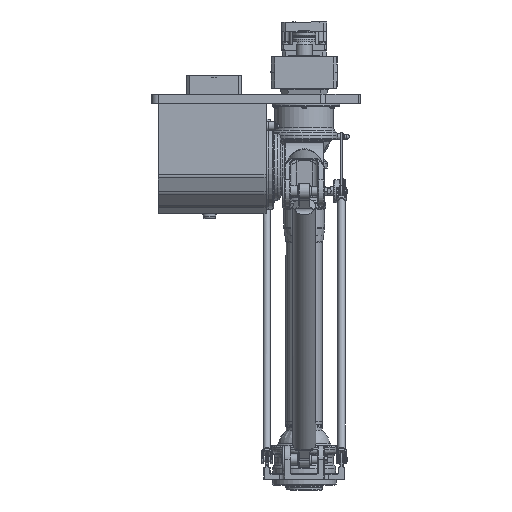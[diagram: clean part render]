
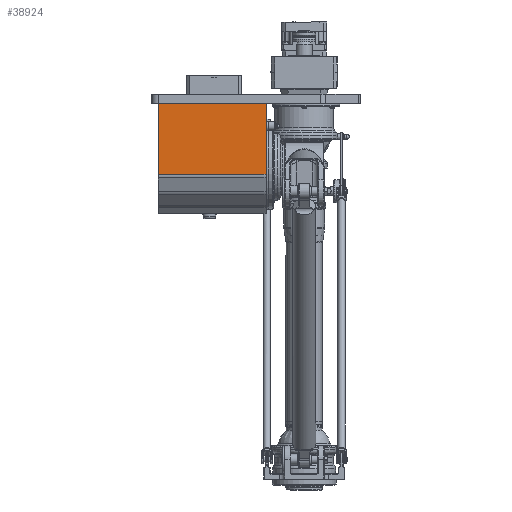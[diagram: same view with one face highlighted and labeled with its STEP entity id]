
A CAD part, left-side view. The second image highlights one B-rep face of the part: STEP entity #38924.
In plain terms, the highlighted planar face has unit normal (-1, 0, 0).
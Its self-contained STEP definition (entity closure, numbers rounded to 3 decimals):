
#6656=FACE_OUTER_BOUND('',#9238,.T.);
#9238=EDGE_LOOP('',(#28882,#28883,#28884,#28885));
#12425=LINE('',#60333,#15190);
#12829=LINE('',#63747,#15594);
#12879=LINE('',#63929,#15644);
#12890=LINE('',#63964,#15655);
#15190=VECTOR('',#46636,10.);
#15594=VECTOR('',#47772,10.);
#15644=VECTOR('',#47958,10.);
#15655=VECTOR('',#47993,10.);
#17932=VERTEX_POINT('',#60331);
#17933=VERTEX_POINT('',#60332);
#18321=VERTEX_POINT('',#63713);
#18337=VERTEX_POINT('',#63745);
#21723=EDGE_CURVE('',#17932,#17933,#12425,.T.);
#22309=EDGE_CURVE('',#18321,#18337,#12829,.T.);
#22399=EDGE_CURVE('',#17933,#18337,#12879,.T.);
#22416=EDGE_CURVE('',#18321,#17932,#12890,.T.);
#28882=ORIENTED_EDGE('',*,*,#21723,.F.);
#28883=ORIENTED_EDGE('',*,*,#22416,.F.);
#28884=ORIENTED_EDGE('',*,*,#22309,.T.);
#28885=ORIENTED_EDGE('',*,*,#22399,.F.);
#37429=PLANE('',#42028);
#38924=ADVANCED_FACE('',(#6656),#37429,.T.);
#42028=AXIS2_PLACEMENT_3D('',#63998,#48021,#48022);
#46636=DIRECTION('',(0.,0.,-1.));
#47772=DIRECTION('',(0.,0.,-1.));
#47958=DIRECTION('',(0.,1.,0.));
#47993=DIRECTION('',(0.,-1.,0.));
#48021=DIRECTION('center_axis',(-1.,0.,0.));
#48022=DIRECTION('ref_axis',(0.,0.,1.));
#60331=CARTESIAN_POINT('',(-238.,-22.,-11.5));
#60332=CARTESIAN_POINT('',(-238.,-22.,-168.01));
#60333=CARTESIAN_POINT('',(-238.,-22.,-11.5));
#63713=CARTESIAN_POINT('',(-238.,214.5,-11.5));
#63745=CARTESIAN_POINT('',(-238.,214.5,-168.01));
#63747=CARTESIAN_POINT('',(-238.,214.5,-72.25));
#63929=CARTESIAN_POINT('',(-238.,-22.,-168.01));
#63964=CARTESIAN_POINT('',(-238.,-229.,-11.5));
#63998=CARTESIAN_POINT('Origin',(-238.,-229.,0.));
